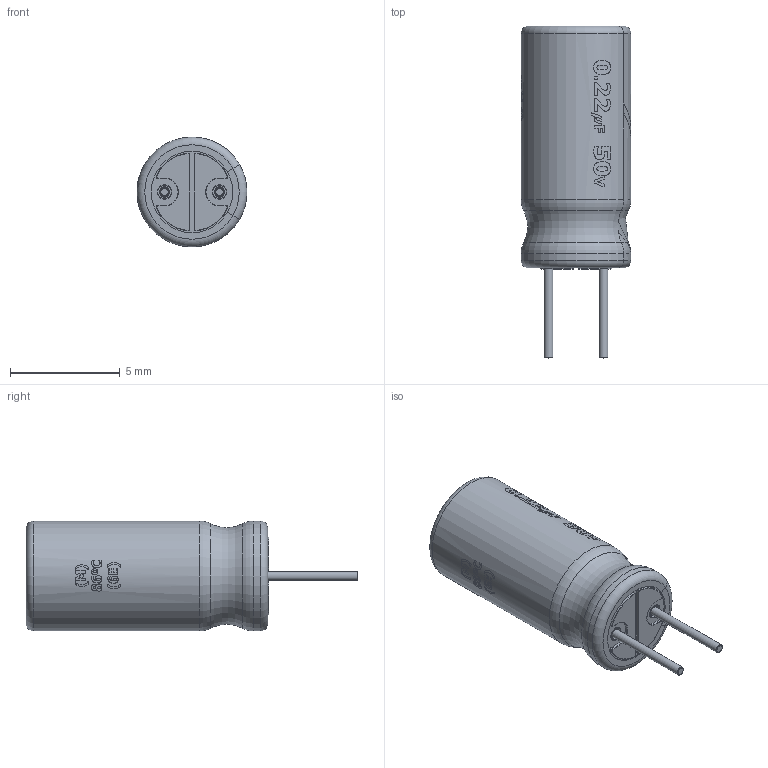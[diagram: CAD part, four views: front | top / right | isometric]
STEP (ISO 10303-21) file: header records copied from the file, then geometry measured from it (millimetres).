
FILE_DESCRIPTION(/* description */ (''),/* implementation_level */ '2;1');
FILE_NAME(/* name */ '0.22uF 50V electr 5 x11mm -P.diameter 2.5 mm-Black-White.stp',/* time_stamp */ '2023-02-17T02:52:09+01:00',/* author */ ('JOSE LUIS'),/* organization */ (''),/* preprocessor_version */ 'ST-DEVELOPER v18',/* originating_system */ 'Autodesk Inventor 2020',/* authorisation */ '');
FILE_SCHEMA (('AUTOMOTIVE_DESIGN { 1 0 10303 214 3 1 1 }'));
Length unit declared in the file: millimetre
Products named in the file (1): 0.22uF 50V electr 5 x11mm -P.diameter 2.5 mm-Black-White
Bounding box: 5 x 15.1 x 5 mm (x, y, z)
Volume: 209.8 mm3; surface area: 221.7 mm2
Topology: 1 solids, 1 shells, 152 faces, 587 edges, 473 vertices
Faces by surface type: cylinder 78, torus 38, plane 32, cone 4
Full cylindrical faces by diameter (mm): 0.4 x2, 0.47 x2, 0.62 x2, 3.6 x1, 3.7 x1
Entity records: 7944 total; most frequent: CARTESIAN_POINT 2773, ORIENTED_EDGE 1174, DIRECTION 895, EDGE_CURVE 587, VERTEX_POINT 473, AXIS2_PLACEMENT_3D 369, B_SPLINE_CURVE_WITH_KNOTS 214, CIRCLE 206
